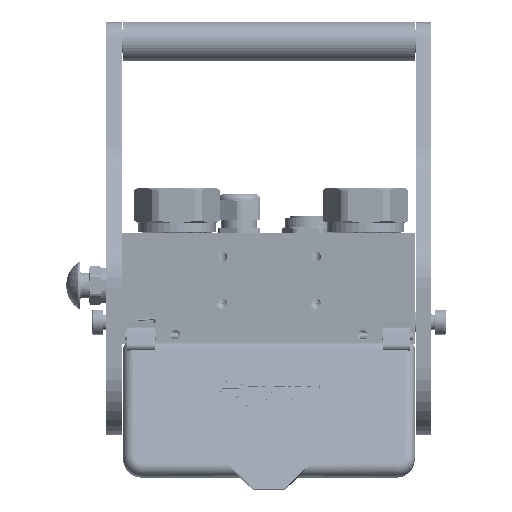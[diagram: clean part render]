
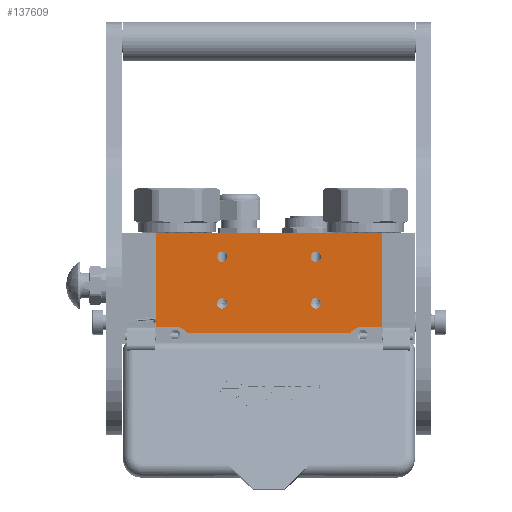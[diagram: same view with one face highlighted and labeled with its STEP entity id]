
A CAD part, left-side view. The second image highlights one B-rep face of the part: STEP entity #137609.
In plain terms, the highlighted face is planar.
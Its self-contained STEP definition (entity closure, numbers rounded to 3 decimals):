
#332 = VERTEX_POINT ( 'NONE', #156874 ) ;
#761 = CIRCLE ( 'NONE', #75852, 3.3 ) ;
#1490 = DIRECTION ( 'NONE',  ( 0., -1., 0. ) ) ;
#3572 = FACE_BOUND ( 'NONE', #50453, .T. ) ;
#8181 = CIRCLE ( 'NONE', #133479, 10. ) ;
#9200 = EDGE_CURVE ( 'NONE', #332, #47528, #8181, .T. ) ;
#9582 = LINE ( 'NONE', #163618, #43359 ) ;
#11255 = DIRECTION ( 'NONE',  ( 0., 1., 0. ) ) ;
#11729 = DIRECTION ( 'NONE',  ( 0., 0., -1. ) ) ;
#15433 = EDGE_CURVE ( 'NONE', #141622, #106163, #761, .T. ) ;
#18123 = VECTOR ( 'NONE', #155310, 1000. ) ;
#18893 = VERTEX_POINT ( 'NONE', #22496 ) ;
#19707 = FACE_OUTER_BOUND ( 'NONE', #60774, .T. ) ;
#22496 = CARTESIAN_POINT ( 'NONE',  ( 64., 18.3, -108. ) ) ;
#23426 = DIRECTION ( 'NONE',  ( 0., -1., 0. ) ) ;
#26622 = CIRCLE ( 'NONE', #38644, 3.3 ) ;
#28165 = EDGE_CURVE ( 'NONE', #18893, #138122, #26622, .T. ) ;
#28739 = VERTEX_POINT ( 'NONE', #148300 ) ;
#28962 = EDGE_LOOP ( 'NONE', ( #70837, #51344 ) ) ;
#29880 = ORIENTED_EDGE ( 'NONE', *, *, #39588, .T. ) ;
#30237 = AXIS2_PLACEMENT_3D ( 'NONE', #146621, #45013, #93332 ) ;
#30673 = CARTESIAN_POINT ( 'NONE',  ( 21.3, 0., -108. ) ) ;
#30877 = CARTESIAN_POINT ( 'NONE',  ( 166.7, 60., -108. ) ) ;
#31277 = DIRECTION ( 'NONE',  ( 1., 0., 0. ) ) ;
#32217 = DIRECTION ( 'NONE',  ( 0., 0., -1. ) ) ;
#33619 = CARTESIAN_POINT ( 'NONE',  ( 124., 18.3, -108. ) ) ;
#34711 = ORIENTED_EDGE ( 'NONE', *, *, #111865, .T. ) ;
#35156 = VERTEX_POINT ( 'NONE', #145977 ) ;
#35663 = CARTESIAN_POINT ( 'NONE',  ( 154., 70., -108. ) ) ;
#35886 = AXIS2_PLACEMENT_3D ( 'NONE', #48141, #123656, #138037 ) ;
#36055 = DIRECTION ( 'NONE',  ( 0., 0., -1. ) ) ;
#37345 = DIRECTION ( 'NONE',  ( 0., 1., 0. ) ) ;
#37918 = CARTESIAN_POINT ( 'NONE',  ( 34., 60., -108. ) ) ;
#38644 = AXIS2_PLACEMENT_3D ( 'NONE', #158440, #158981, #146212 ) ;
#39588 = EDGE_CURVE ( 'NONE', #35156, #63929, #69776, .T. ) ;
#40947 = CARTESIAN_POINT ( 'NONE',  ( 166.7, 0., -108. ) ) ;
#41164 = DIRECTION ( 'NONE',  ( 0., 1., 0. ) ) ;
#43359 = VECTOR ( 'NONE', #126905, 1000. ) ;
#43583 = CARTESIAN_POINT ( 'NONE',  ( 124., 11.7, -108. ) ) ;
#44831 = CARTESIAN_POINT ( 'NONE',  ( 64., 11.7, -108. ) ) ;
#45013 = DIRECTION ( 'NONE',  ( 0., 0., -1. ) ) ;
#45850 = ORIENTED_EDGE ( 'NONE', *, *, #130585, .F. ) ;
#46451 = EDGE_CURVE ( 'NONE', #123464, #131807, #139064, .T. ) ;
#47528 = VERTEX_POINT ( 'NONE', #37918 ) ;
#47922 = VECTOR ( 'NONE', #135550, 1000. ) ;
#48141 = CARTESIAN_POINT ( 'NONE',  ( 64., 45., -108. ) ) ;
#48880 = ORIENTED_EDGE ( 'NONE', *, *, #104100, .F. ) ;
#50453 = EDGE_LOOP ( 'NONE', ( #134885, #76414 ) ) ;
#51344 = ORIENTED_EDGE ( 'NONE', *, *, #46451, .F. ) ;
#52521 = DIRECTION ( 'NONE',  ( 0., 0., -1. ) ) ;
#52742 = CARTESIAN_POINT ( 'NONE',  ( 124., 41.7, -108. ) ) ;
#53108 = DIRECTION ( 'NONE',  ( 0., 0., -1. ) ) ;
#55624 = AXIS2_PLACEMENT_3D ( 'NONE', #116409, #52521, #127516 ) ;
#58282 = CARTESIAN_POINT ( 'NONE',  ( 34., 70., -108. ) ) ;
#60774 = EDGE_LOOP ( 'NONE', ( #69977, #29880, #147470, #34711, #128306, #48880, #101084, #45850 ) ) ;
#61775 = EDGE_CURVE ( 'NONE', #99407, #66397, #77941, .T. ) ;
#63412 = CARTESIAN_POINT ( 'NONE',  ( 124., 15., -108. ) ) ;
#63929 = VERTEX_POINT ( 'NONE', #30673 ) ;
#64060 = VERTEX_POINT ( 'NONE', #71174 ) ;
#65026 = CARTESIAN_POINT ( 'NONE',  ( 64., 45., -108. ) ) ;
#65848 = CARTESIAN_POINT ( 'NONE',  ( 64., 48.3, -108. ) ) ;
#66375 = CARTESIAN_POINT ( 'NONE',  ( 124., 45., -108. ) ) ;
#66397 = VERTEX_POINT ( 'NONE', #159317 ) ;
#69248 = AXIS2_PLACEMENT_3D ( 'NONE', #153628, #53108, #1490 ) ;
#69776 = LINE ( 'NONE', #40947, #18123 ) ;
#69954 = AXIS2_PLACEMENT_3D ( 'NONE', #35663, #11729, #23426 ) ;
#69977 = ORIENTED_EDGE ( 'NONE', *, *, #74403, .F. ) ;
#70599 = VERTEX_POINT ( 'NONE', #106911 ) ;
#70837 = ORIENTED_EDGE ( 'NONE', *, *, #138279, .F. ) ;
#71174 = CARTESIAN_POINT ( 'NONE',  ( 21.3, 60., -108. ) ) ;
#71793 = ORIENTED_EDGE ( 'NONE', *, *, #108126, .F. ) ;
#73309 = EDGE_LOOP ( 'NONE', ( #71793, #142563 ) ) ;
#73324 = DIRECTION ( 'NONE',  ( -1., 0., 0. ) ) ;
#74403 = EDGE_CURVE ( 'NONE', #35156, #140396, #113547, .T. ) ;
#74798 = VECTOR ( 'NONE', #31277, 1000. ) ;
#75852 = AXIS2_PLACEMENT_3D ( 'NONE', #63412, #126732, #11255 ) ;
#76414 = ORIENTED_EDGE ( 'NONE', *, *, #111625, .F. ) ;
#77941 = CIRCLE ( 'NONE', #30237, 3.3 ) ;
#78552 = VECTOR ( 'NONE', #148124, 1000. ) ;
#83286 = DIRECTION ( 'NONE',  ( 0.815, -0.58, 0. ) ) ;
#84821 = CARTESIAN_POINT ( 'NONE',  ( 145.854, 64.2, -108. ) ) ;
#87274 = EDGE_LOOP ( 'NONE', ( #90199, #145957 ) ) ;
#90199 = ORIENTED_EDGE ( 'NONE', *, *, #106686, .F. ) ;
#90493 = LINE ( 'NONE', #84821, #78552 ) ;
#92959 = FACE_BOUND ( 'NONE', #87274, .T. ) ;
#93332 = DIRECTION ( 'NONE',  ( 0., -1., 0. ) ) ;
#94882 = CIRCLE ( 'NONE', #115701, 3.3 ) ;
#96481 = AXIS2_PLACEMENT_3D ( 'NONE', #149397, #36055, #73324 ) ;
#99407 = VERTEX_POINT ( 'NONE', #52742 ) ;
#100054 = LINE ( 'NONE', #136268, #153710 ) ;
#101084 = ORIENTED_EDGE ( 'NONE', *, *, #112051, .F. ) ;
#102496 = CIRCLE ( 'NONE', #69954, 10. ) ;
#104100 = EDGE_CURVE ( 'NONE', #28739, #332, #90493, .T. ) ;
#106163 = VERTEX_POINT ( 'NONE', #43583 ) ;
#106686 = EDGE_CURVE ( 'NONE', #138122, #18893, #119386, .T. ) ;
#106911 = CARTESIAN_POINT ( 'NONE',  ( 154., 60., -108. ) ) ;
#107325 = CARTESIAN_POINT ( 'NONE',  ( 21.3, 60., -108. ) ) ;
#108126 = EDGE_CURVE ( 'NONE', #106163, #141622, #122921, .T. ) ;
#111625 = EDGE_CURVE ( 'NONE', #66397, #99407, #94882, .T. ) ;
#111865 = EDGE_CURVE ( 'NONE', #64060, #47528, #144402, .T. ) ;
#112051 = EDGE_CURVE ( 'NONE', #70599, #28739, #102496, .T. ) ;
#113547 = LINE ( 'NONE', #147796, #47922 ) ;
#114854 = CIRCLE ( 'NONE', #35886, 3.3 ) ;
#115701 = AXIS2_PLACEMENT_3D ( 'NONE', #66375, #155235, #154148 ) ;
#116409 = CARTESIAN_POINT ( 'NONE',  ( 124., 15., -108. ) ) ;
#117580 = EDGE_CURVE ( 'NONE', #63929, #64060, #100054, .T. ) ;
#117771 = DIRECTION ( 'NONE',  ( 0., 0., -1. ) ) ;
#119386 = CIRCLE ( 'NONE', #69248, 3.3 ) ;
#119630 = AXIS2_PLACEMENT_3D ( 'NONE', #65026, #117771, #41164 ) ;
#121181 = CARTESIAN_POINT ( 'NONE',  ( 64., 41.7, -108. ) ) ;
#122921 = CIRCLE ( 'NONE', #55624, 3.3 ) ;
#123464 = VERTEX_POINT ( 'NONE', #65848 ) ;
#123656 = DIRECTION ( 'NONE',  ( 0., 0., -1. ) ) ;
#126732 = DIRECTION ( 'NONE',  ( 0., 0., -1. ) ) ;
#126905 = DIRECTION ( 'NONE',  ( -1., 0., 0. ) ) ;
#127516 = DIRECTION ( 'NONE',  ( 0., -1., 0. ) ) ;
#128306 = ORIENTED_EDGE ( 'NONE', *, *, #9200, .F. ) ;
#130585 = EDGE_CURVE ( 'NONE', #140396, #70599, #9582, .T. ) ;
#131807 = VERTEX_POINT ( 'NONE', #121181 ) ;
#133479 = AXIS2_PLACEMENT_3D ( 'NONE', #58282, #32217, #83286 ) ;
#134735 = FACE_BOUND ( 'NONE', #73309, .T. ) ;
#134885 = ORIENTED_EDGE ( 'NONE', *, *, #61775, .F. ) ;
#135550 = DIRECTION ( 'NONE',  ( 0., 1., 0. ) ) ;
#136268 = CARTESIAN_POINT ( 'NONE',  ( 21.3, 0., -108. ) ) ;
#137609 = ADVANCED_FACE ( 'NONE', ( #3572, #134735, #156528, #92959, #19707 ), #148854, .T. ) ;
#138037 = DIRECTION ( 'NONE',  ( 0., -1., 0. ) ) ;
#138122 = VERTEX_POINT ( 'NONE', #44831 ) ;
#138279 = EDGE_CURVE ( 'NONE', #131807, #123464, #114854, .T. ) ;
#139064 = CIRCLE ( 'NONE', #119630, 3.3 ) ;
#140396 = VERTEX_POINT ( 'NONE', #30877 ) ;
#141622 = VERTEX_POINT ( 'NONE', #33619 ) ;
#142563 = ORIENTED_EDGE ( 'NONE', *, *, #15433, .F. ) ;
#144402 = LINE ( 'NONE', #107325, #74798 ) ;
#145957 = ORIENTED_EDGE ( 'NONE', *, *, #28165, .F. ) ;
#145977 = CARTESIAN_POINT ( 'NONE',  ( 166.7, 0., -108. ) ) ;
#146212 = DIRECTION ( 'NONE',  ( 0., 1., 0. ) ) ;
#146621 = CARTESIAN_POINT ( 'NONE',  ( 124., 45., -108. ) ) ;
#147470 = ORIENTED_EDGE ( 'NONE', *, *, #117580, .T. ) ;
#147796 = CARTESIAN_POINT ( 'NONE',  ( 166.7, 0., -108. ) ) ;
#148124 = DIRECTION ( 'NONE',  ( -1., 0., 0. ) ) ;
#148300 = CARTESIAN_POINT ( 'NONE',  ( 145.854, 64.2, -108. ) ) ;
#148854 = PLANE ( 'NONE',  #96481 ) ;
#149397 = CARTESIAN_POINT ( 'NONE',  ( 166.7, 0., -108. ) ) ;
#153628 = CARTESIAN_POINT ( 'NONE',  ( 64., 15., -108. ) ) ;
#153710 = VECTOR ( 'NONE', #37345, 1000. ) ;
#154148 = DIRECTION ( 'NONE',  ( 0., 1., 0. ) ) ;
#155235 = DIRECTION ( 'NONE',  ( 0., 0., -1. ) ) ;
#155310 = DIRECTION ( 'NONE',  ( -1., 0., 0. ) ) ;
#156528 = FACE_BOUND ( 'NONE', #28962, .T. ) ;
#156874 = CARTESIAN_POINT ( 'NONE',  ( 42.146, 64.2, -108. ) ) ;
#158440 = CARTESIAN_POINT ( 'NONE',  ( 64., 15., -108. ) ) ;
#158981 = DIRECTION ( 'NONE',  ( 0., 0., -1. ) ) ;
#159317 = CARTESIAN_POINT ( 'NONE',  ( 124., 48.3, -108. ) ) ;
#163618 = CARTESIAN_POINT ( 'NONE',  ( 166.7, 60., -108. ) ) ;
